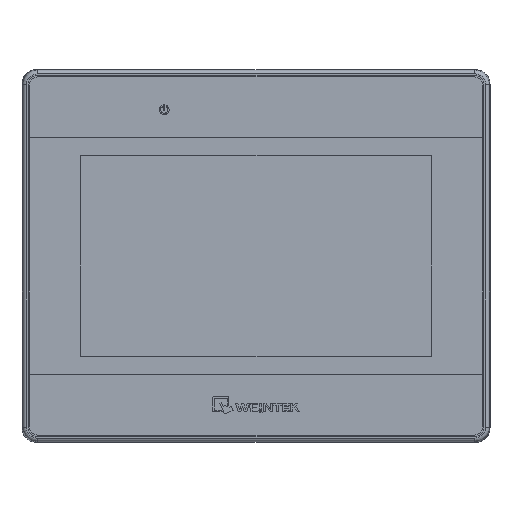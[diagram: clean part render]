
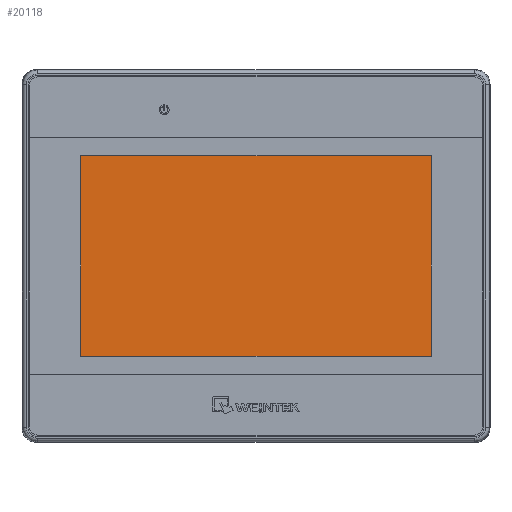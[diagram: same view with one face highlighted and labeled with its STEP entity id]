
A CAD part, top view. The second image highlights one B-rep face of the part: STEP entity #20118.
In plain terms, the highlighted planar face has unit normal (0, 0, 1).
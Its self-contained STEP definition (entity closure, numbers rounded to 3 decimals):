
#13417 = LINE ( 'NONE', #13431, #28432 ) ;
#13428 = LINE ( 'NONE', #13429, #28453 ) ;
#13429 = CARTESIAN_POINT ( 'NONE',  ( -47.875, 46.675, -0.32 ) ) ;
#13430 = DIRECTION ( 'NONE',  ( 0., 1., 0. ) ) ;
#13431 = CARTESIAN_POINT ( 'NONE',  ( -59.675, -27.45, -0.32 ) ) ;
#13432 = DIRECTION ( 'NONE',  ( -1., 0., 0. ) ) ;
#13433 = LINE ( 'NONE', #13434, #28458 ) ;
#13434 = CARTESIAN_POINT ( 'NONE',  ( 47.875, 46.675, -0.32 ) ) ;
#13435 = DIRECTION ( 'NONE',  ( 0., -1., 0. ) ) ;
#13436 = LINE ( 'NONE', #13437, #28460 ) ;
#13437 = CARTESIAN_POINT ( 'NONE',  ( -59.675, 27.45, -0.32 ) ) ;
#13438 = DIRECTION ( 'NONE',  ( 1., 0., 0. ) ) ;
#14760 = CARTESIAN_POINT ( 'NONE',  ( 47.875, 27.45, -0.32 ) ) ;
#14801 = CARTESIAN_POINT ( 'NONE',  ( 47.875, -27.45, -0.32 ) ) ;
#15077 = CARTESIAN_POINT ( 'NONE',  ( -47.875, -27.45, -0.32 ) ) ;
#15082 = CARTESIAN_POINT ( 'NONE',  ( -47.875, 27.45, -0.32 ) ) ;
#17731 = ORIENTED_EDGE ( 'NONE', *, *, #47941, .F. ) ;
#18092 = ORIENTED_EDGE ( 'NONE', *, *, #47943, .F. ) ;
#18658 = ORIENTED_EDGE ( 'NONE', *, *, #47942, .F. ) ;
#18858 = ORIENTED_EDGE ( 'NONE', *, *, #47944, .F. ) ;
#20118 = ADVANCED_FACE ( 'NONE', ( #28002 ), #28003, .T. ) ;
#27998 = CARTESIAN_POINT ( 'NONE',  ( -59.675, 46.675, -0.32 ) ) ;
#28002 = FACE_OUTER_BOUND ( 'NONE', #38118, .T. ) ;
#28003 = PLANE ( 'NONE',  #46935 ) ;
#28005 = DIRECTION ( 'NONE',  ( 0., 0., 1. ) ) ;
#28006 = DIRECTION ( 'NONE',  ( 1., 0., 0. ) ) ;
#28432 = VECTOR ( 'NONE', #13432, 1000. ) ;
#28453 = VECTOR ( 'NONE', #13430, 1000. ) ;
#28458 = VECTOR ( 'NONE', #13435, 1000. ) ;
#28460 = VECTOR ( 'NONE', #13438, 1000. ) ;
#38118 = EDGE_LOOP ( 'NONE', ( #17731, #18658, #18092, #18858 ) ) ;
#45308 = VERTEX_POINT ( 'NONE', #14760 ) ;
#45349 = VERTEX_POINT ( 'NONE', #14801 ) ;
#46935 = AXIS2_PLACEMENT_3D ( 'NONE', #27998, #28005, #28006 ) ;
#47306 = VERTEX_POINT ( 'NONE', #15077 ) ;
#47311 = VERTEX_POINT ( 'NONE', #15082 ) ;
#47941 = EDGE_CURVE ( 'NONE', #47306, #47311, #13428, .T. ) ;
#47942 = EDGE_CURVE ( 'NONE', #45349, #47306, #13417, .T. ) ;
#47943 = EDGE_CURVE ( 'NONE', #45308, #45349, #13433, .T. ) ;
#47944 = EDGE_CURVE ( 'NONE', #47311, #45308, #13436, .T. ) ;
